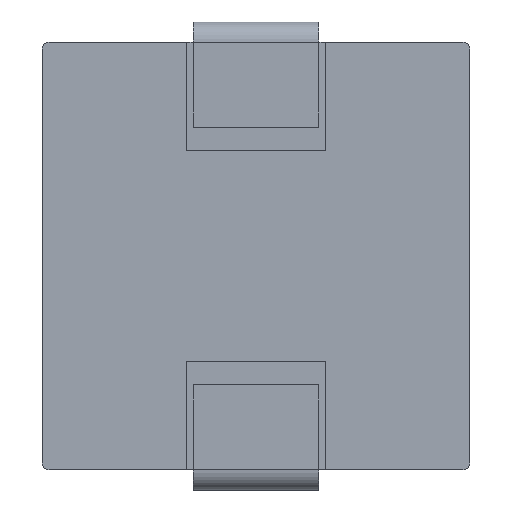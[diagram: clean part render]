
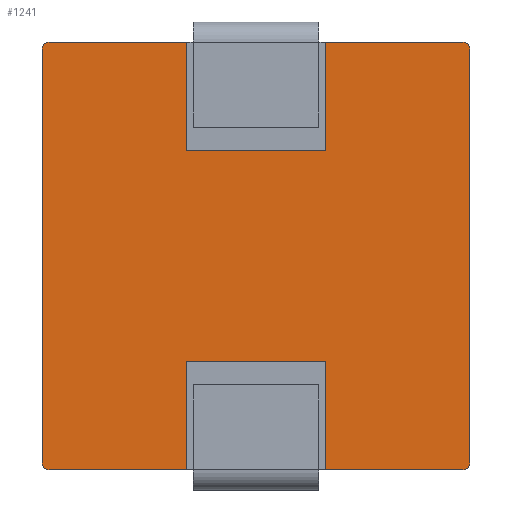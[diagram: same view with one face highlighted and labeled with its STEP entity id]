
A CAD part, front view. The second image highlights one B-rep face of the part: STEP entity #1241.
In plain terms, the highlighted planar face has unit normal (0, -1, 0).
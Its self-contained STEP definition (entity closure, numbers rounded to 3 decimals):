
#35 = VERTEX_POINT ( 'NONE', #2198 ) ;
#36 = VERTEX_POINT ( 'NONE', #2197 ) ;
#37 = VERTEX_POINT ( 'NONE', #2196 ) ;
#38 = VERTEX_POINT ( 'NONE', #2195 ) ;
#39 = VERTEX_POINT ( 'NONE', #2194 ) ;
#41 = VERTEX_POINT ( 'NONE', #2192 ) ;
#43 = VERTEX_POINT ( 'NONE', #2190 ) ;
#45 = VERTEX_POINT ( 'NONE', #2188 ) ;
#50 = VERTEX_POINT ( 'NONE', #2182 ) ;
#51 = VERTEX_POINT ( 'NONE', #2181 ) ;
#57 = VERTEX_POINT ( 'NONE', #2175 ) ;
#59 = VERTEX_POINT ( 'NONE', #2173 ) ;
#65 = VERTEX_POINT ( 'NONE', #2167 ) ;
#68 = VERTEX_POINT ( 'NONE', #2164 ) ;
#69 = VERTEX_POINT ( 'NONE', #2163 ) ;
#71 = VERTEX_POINT ( 'NONE', #2161 ) ;
#94 = EDGE_LOOP ( 'NONE', ( #334, #336, #333, #335, #337, #338, #339, #341, #340, #342, #344, #343, #345, #346, #347, #349 ) ) ;
#333 = ORIENTED_EDGE ( 'NONE', *, *, #5622, .F. ) ;
#334 = ORIENTED_EDGE ( 'NONE', *, *, #5616, .F. ) ;
#335 = ORIENTED_EDGE ( 'NONE', *, *, #5624, .F. ) ;
#336 = ORIENTED_EDGE ( 'NONE', *, *, #1223, .F. ) ;
#337 = ORIENTED_EDGE ( 'NONE', *, *, #5625, .F. ) ;
#338 = ORIENTED_EDGE ( 'NONE', *, *, #5628, .F. ) ;
#339 = ORIENTED_EDGE ( 'NONE', *, *, #5615, .F. ) ;
#340 = ORIENTED_EDGE ( 'NONE', *, *, #5613, .F. ) ;
#341 = ORIENTED_EDGE ( 'NONE', *, *, #5614, .F. ) ;
#342 = ORIENTED_EDGE ( 'NONE', *, *, #5635, .F. ) ;
#343 = ORIENTED_EDGE ( 'NONE', *, *, #5617, .F. ) ;
#344 = ORIENTED_EDGE ( 'NONE', *, *, #5642, .F. ) ;
#345 = ORIENTED_EDGE ( 'NONE', *, *, #5619, .F. ) ;
#346 = ORIENTED_EDGE ( 'NONE', *, *, #1218, .F. ) ;
#347 = ORIENTED_EDGE ( 'NONE', *, *, #5612, .F. ) ;
#349 = ORIENTED_EDGE ( 'NONE', *, *, #5611, .F. ) ;
#858 = CARTESIAN_POINT ( 'NONE',  ( -6.1, 0., -6.1 ) ) ;
#910 = LINE ( 'NONE', #911, #5733 ) ;
#911 = CARTESIAN_POINT ( 'NONE',  ( 2.05, 0., -3.1 ) ) ;
#912 = DIRECTION ( 'NONE',  ( -1., 0., 0. ) ) ;
#913 = LINE ( 'NONE', #914, #5734 ) ;
#914 = CARTESIAN_POINT ( 'NONE',  ( -2.05, 0., -6.3 ) ) ;
#915 = DIRECTION ( 'NONE',  ( 0., 0., -1. ) ) ;
#916 = LINE ( 'NONE', #917, #5735 ) ;
#917 = CARTESIAN_POINT ( 'NONE',  ( -2.05, 0., 6.3 ) ) ;
#918 = DIRECTION ( 'NONE',  ( 0., 0., -1. ) ) ;
#919 = LINE ( 'NONE', #920, #5736 ) ;
#920 = CARTESIAN_POINT ( 'NONE',  ( 2.05, 0., 3.1 ) ) ;
#921 = DIRECTION ( 'NONE',  ( 1., 0., 0. ) ) ;
#922 = LINE ( 'NONE', #923, #5737 ) ;
#923 = CARTESIAN_POINT ( 'NONE',  ( 2.05, 0., 6.3 ) ) ;
#924 = DIRECTION ( 'NONE',  ( 0., 0., 1. ) ) ;
#925 = LINE ( 'NONE', #926, #5738 ) ;
#926 = CARTESIAN_POINT ( 'NONE',  ( 2.05, 0., -6.3 ) ) ;
#927 = DIRECTION ( 'NONE',  ( 0., 0., 1. ) ) ;
#928 = LINE ( 'NONE', #929, #5740 ) ;
#929 = CARTESIAN_POINT ( 'NONE',  ( -6.3, 0., 6.1 ) ) ;
#930 = DIRECTION ( 'NONE',  ( 0., 0., 1. ) ) ;
#934 = DIRECTION ( 'NONE',  ( 0., 1., 0. ) ) ;
#935 = DIRECTION ( 'NONE',  ( 0., 0., -1. ) ) ;
#942 = CARTESIAN_POINT ( 'NONE',  ( 6.1, 0., -6.1 ) ) ;
#943 = DIRECTION ( 'NONE',  ( 0., 1., 0. ) ) ;
#944 = DIRECTION ( 'NONE',  ( 0., 0., -1. ) ) ;
#949 = CIRCLE ( 'NONE', #5758, 0.2 ) ;
#1053 = CIRCLE ( 'NONE', #5739, 0.2 ) ;
#1062 = CIRCLE ( 'NONE', #5711, 0.2 ) ;
#1064 = CIRCLE ( 'NONE', #5743, 0.2 ) ;
#1067 = CARTESIAN_POINT ( 'NONE',  ( 6.1, 0., 6.1 ) ) ;
#1068 = LINE ( 'NONE', #1069, #5745 ) ;
#1069 = CARTESIAN_POINT ( 'NONE',  ( 6.3, 0., 6.1 ) ) ;
#1070 = DIRECTION ( 'NONE',  ( 0., 0., -1. ) ) ;
#1071 = DIRECTION ( 'NONE',  ( 0., 1., 0. ) ) ;
#1072 = DIRECTION ( 'NONE',  ( 0., 0., 1. ) ) ;
#1080 = LINE ( 'NONE', #1081, #5748 ) ;
#1081 = CARTESIAN_POINT ( 'NONE',  ( -6.1, 0., 6.3 ) ) ;
#1082 = DIRECTION ( 'NONE',  ( 1., 0., 0. ) ) ;
#1108 = CARTESIAN_POINT ( 'NONE',  ( -6.1, 0., 6.1 ) ) ;
#1109 = LINE ( 'NONE', #1110, #5754 ) ;
#1110 = CARTESIAN_POINT ( 'NONE',  ( -6.1, 0., 6.3 ) ) ;
#1111 = DIRECTION ( 'NONE',  ( 1., 0., 0. ) ) ;
#1130 = DIRECTION ( 'NONE',  ( 0., 1., 0. ) ) ;
#1131 = DIRECTION ( 'NONE',  ( 0., 0., -1. ) ) ;
#1196 = AXIS2_PLACEMENT_3D ( 'NONE', #2780, #2781, #2782 ) ;
#1197 = FACE_OUTER_BOUND ( 'NONE', #94, .T. ) ;
#1218 = EDGE_CURVE ( 'NONE', #65, #71, #4453, .T. ) ;
#1223 = EDGE_CURVE ( 'NONE', #69, #68, #4469, .T. ) ;
#1241 = ADVANCED_FACE ( 'NONE', ( #1197 ), #2779, .T. ) ;
#2161 = CARTESIAN_POINT ( 'NONE',  ( -6.1, 0., -6.3 ) ) ;
#2163 = CARTESIAN_POINT ( 'NONE',  ( 6.1, 0., -6.3 ) ) ;
#2164 = CARTESIAN_POINT ( 'NONE',  ( 2.05, 0., -6.3 ) ) ;
#2167 = CARTESIAN_POINT ( 'NONE',  ( -2.05, 0., -6.3 ) ) ;
#2173 = CARTESIAN_POINT ( 'NONE',  ( -6.1, 0., 6.3 ) ) ;
#2175 = CARTESIAN_POINT ( 'NONE',  ( -6.3, 0., 6.1 ) ) ;
#2181 = CARTESIAN_POINT ( 'NONE',  ( 6.1, 0., 6.3 ) ) ;
#2182 = CARTESIAN_POINT ( 'NONE',  ( -2.05, 0., 6.3 ) ) ;
#2188 = CARTESIAN_POINT ( 'NONE',  ( 2.05, 0., 6.3 ) ) ;
#2190 = CARTESIAN_POINT ( 'NONE',  ( 6.3, 0., 6.1 ) ) ;
#2192 = CARTESIAN_POINT ( 'NONE',  ( 6.3, 0., -6.1 ) ) ;
#2194 = CARTESIAN_POINT ( 'NONE',  ( -6.3, 0., -6.1 ) ) ;
#2195 = CARTESIAN_POINT ( 'NONE',  ( 2.05, 0., -3.1 ) ) ;
#2196 = CARTESIAN_POINT ( 'NONE',  ( 2.05, 0., 3.1 ) ) ;
#2197 = CARTESIAN_POINT ( 'NONE',  ( -2.05, 0., 3.1 ) ) ;
#2198 = CARTESIAN_POINT ( 'NONE',  ( -2.05, 0., -3.1 ) ) ;
#2779 = PLANE ( 'NONE',  #1196 ) ;
#2780 = CARTESIAN_POINT ( 'NONE',  ( -6.1, 0., 6.1 ) ) ;
#2781 = DIRECTION ( 'NONE',  ( 0., -1., 0. ) ) ;
#2782 = DIRECTION ( 'NONE',  ( 0., 0., -1. ) ) ;
#3361 = VECTOR ( 'NONE', #4455, 1000. ) ;
#3367 = VECTOR ( 'NONE', #4471, 1000. ) ;
#4453 = LINE ( 'NONE', #4454, #3361 ) ;
#4454 = CARTESIAN_POINT ( 'NONE',  ( -6.1, 0., -6.3 ) ) ;
#4455 = DIRECTION ( 'NONE',  ( -1., 0., 0. ) ) ;
#4469 = LINE ( 'NONE', #4470, #3367 ) ;
#4470 = CARTESIAN_POINT ( 'NONE',  ( -6.1, 0., -6.3 ) ) ;
#4471 = DIRECTION ( 'NONE',  ( -1., 0., 0. ) ) ;
#5611 = EDGE_CURVE ( 'NONE', #38, #35, #910, .T. ) ;
#5612 = EDGE_CURVE ( 'NONE', #35, #65, #913, .T. ) ;
#5613 = EDGE_CURVE ( 'NONE', #50, #36, #916, .T. ) ;
#5614 = EDGE_CURVE ( 'NONE', #36, #37, #919, .T. ) ;
#5615 = EDGE_CURVE ( 'NONE', #37, #45, #922, .T. ) ;
#5616 = EDGE_CURVE ( 'NONE', #68, #38, #925, .T. ) ;
#5617 = EDGE_CURVE ( 'NONE', #39, #57, #928, .T. ) ;
#5619 = EDGE_CURVE ( 'NONE', #71, #39, #1053, .T. ) ;
#5622 = EDGE_CURVE ( 'NONE', #41, #69, #1062, .T. ) ;
#5624 = EDGE_CURVE ( 'NONE', #43, #41, #1068, .T. ) ;
#5625 = EDGE_CURVE ( 'NONE', #51, #43, #1064, .T. ) ;
#5628 = EDGE_CURVE ( 'NONE', #45, #51, #1080, .T. ) ;
#5635 = EDGE_CURVE ( 'NONE', #59, #50, #1109, .T. ) ;
#5642 = EDGE_CURVE ( 'NONE', #57, #59, #949, .T. ) ;
#5711 = AXIS2_PLACEMENT_3D ( 'NONE', #942, #943, #944 ) ;
#5733 = VECTOR ( 'NONE', #912, 1000. ) ;
#5734 = VECTOR ( 'NONE', #915, 1000. ) ;
#5735 = VECTOR ( 'NONE', #918, 1000. ) ;
#5736 = VECTOR ( 'NONE', #921, 1000. ) ;
#5737 = VECTOR ( 'NONE', #924, 1000. ) ;
#5738 = VECTOR ( 'NONE', #927, 1000. ) ;
#5739 = AXIS2_PLACEMENT_3D ( 'NONE', #858, #934, #935 ) ;
#5740 = VECTOR ( 'NONE', #930, 1000. ) ;
#5743 = AXIS2_PLACEMENT_3D ( 'NONE', #1067, #1071, #1072 ) ;
#5745 = VECTOR ( 'NONE', #1070, 1000. ) ;
#5748 = VECTOR ( 'NONE', #1082, 1000. ) ;
#5754 = VECTOR ( 'NONE', #1111, 1000. ) ;
#5758 = AXIS2_PLACEMENT_3D ( 'NONE', #1108, #1130, #1131 ) ;
